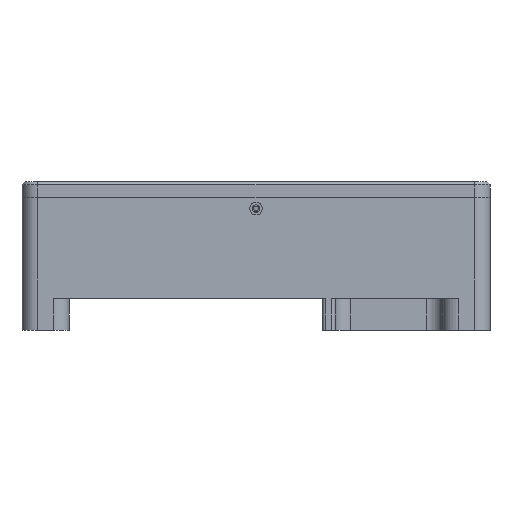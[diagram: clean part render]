
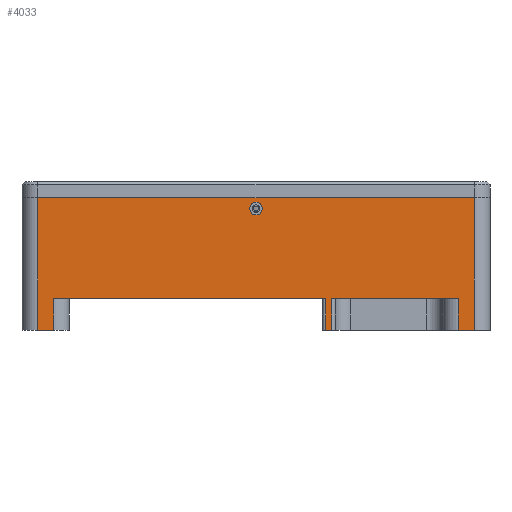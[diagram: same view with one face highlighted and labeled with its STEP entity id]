
A CAD part, left-side view. The second image highlights one B-rep face of the part: STEP entity #4033.
In plain terms, the highlighted planar face has unit normal (-1, 0, 0).
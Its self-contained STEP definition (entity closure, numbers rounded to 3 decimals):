
#703 = ORIENTED_EDGE ( 'NONE', *, *, #7537, .F. ) ;
#814 = DIRECTION ( 'NONE',  ( 0., 1., 0. ) ) ;
#967 = DIRECTION ( 'NONE',  ( 0., 1., 0. ) ) ;
#987 = VERTEX_POINT ( 'NONE', #12353 ) ;
#1304 = LINE ( 'NONE', #8920, #2878 ) ;
#1320 = DIRECTION ( 'NONE',  ( 0., 0., 1. ) ) ;
#1345 = CARTESIAN_POINT ( 'NONE',  ( -48.5, -64., -12. ) ) ;
#1397 = CARTESIAN_POINT ( 'NONE',  ( -48.5, 74., 30. ) ) ;
#1850 = VERTEX_POINT ( 'NONE', #3282 ) ;
#2077 = VERTEX_POINT ( 'NONE', #3788 ) ;
#2262 = ORIENTED_EDGE ( 'NONE', *, *, #8859, .T. ) ;
#2297 = DIRECTION ( 'NONE',  ( -1., 0., 0. ) ) ;
#2553 = LINE ( 'NONE', #6758, #12630 ) ;
#2623 = CARTESIAN_POINT ( 'NONE',  ( -48.5, -64., -12. ) ) ;
#2634 = VERTEX_POINT ( 'NONE', #6348 ) ;
#2657 = VERTEX_POINT ( 'NONE', #8459 ) ;
#2691 = FACE_OUTER_BOUND ( 'NONE', #7348, .T. ) ;
#2830 = CARTESIAN_POINT ( 'NONE',  ( -48.5, 69., 30. ) ) ;
#2878 = VECTOR ( 'NONE', #1320, 1000. ) ;
#3000 = EDGE_CURVE ( 'NONE', #9553, #2657, #9266, .T. ) ;
#3031 = VECTOR ( 'NONE', #814, 1000. ) ;
#3060 = CARTESIAN_POINT ( 'NONE',  ( -48.5, 64., -12. ) ) ;
#3180 = VERTEX_POINT ( 'NONE', #5418 ) ;
#3233 = CARTESIAN_POINT ( 'NONE',  ( -48.5, 0., 26.5 ) ) ;
#3282 = CARTESIAN_POINT ( 'NONE',  ( -48.5, -64., -2. ) ) ;
#3420 = LINE ( 'NONE', #11680, #11235 ) ;
#3574 = AXIS2_PLACEMENT_3D ( 'NONE', #1397, #5777, #8016 ) ;
#3633 = CARTESIAN_POINT ( 'NONE',  ( -48.5, -69., -12. ) ) ;
#3788 = CARTESIAN_POINT ( 'NONE',  ( -48.5, 0., 24.5 ) ) ;
#3962 = EDGE_CURVE ( 'NONE', #987, #2077, #10345, .T. ) ;
#4016 = VERTEX_POINT ( 'NONE', #12430 ) ;
#4033 = ADVANCED_FACE ( 'NONE', ( #11212, #2691 ), #7920, .F. ) ;
#4035 = EDGE_CURVE ( 'NONE', #6302, #1850, #5088, .T. ) ;
#4149 = LINE ( 'NONE', #3633, #9529 ) ;
#4533 = DIRECTION ( 'NONE',  ( 0., 1., 0. ) ) ;
#4570 = CARTESIAN_POINT ( 'NONE',  ( -48.5, -69., 30. ) ) ;
#4649 = ORIENTED_EDGE ( 'NONE', *, *, #8901, .T. ) ;
#4696 = CARTESIAN_POINT ( 'NONE',  ( -48.5, 69., 30. ) ) ;
#4708 = ORIENTED_EDGE ( 'NONE', *, *, #5360, .F. ) ;
#4899 = VERTEX_POINT ( 'NONE', #4696 ) ;
#4994 = DIRECTION ( 'NONE',  ( 0., 0., 1. ) ) ;
#5088 = LINE ( 'NONE', #1345, #12939 ) ;
#5240 = VERTEX_POINT ( 'NONE', #13143 ) ;
#5360 = EDGE_CURVE ( 'NONE', #1850, #11428, #13098, .T. ) ;
#5375 = CARTESIAN_POINT ( 'NONE',  ( -48.5, -24., -2. ) ) ;
#5418 = CARTESIAN_POINT ( 'NONE',  ( -48.5, -69., 30. ) ) ;
#5448 = CARTESIAN_POINT ( 'NONE',  ( -48.5, -25., -12. ) ) ;
#5777 = DIRECTION ( 'NONE',  ( 1., 0., 0. ) ) ;
#5780 = VERTEX_POINT ( 'NONE', #6523 ) ;
#5831 = VECTOR ( 'NONE', #13968, 1000. ) ;
#6302 = VERTEX_POINT ( 'NONE', #2623 ) ;
#6348 = CARTESIAN_POINT ( 'NONE',  ( -48.5, -24., -12. ) ) ;
#6390 = LINE ( 'NONE', #4570, #7596 ) ;
#6518 = DIRECTION ( 'NONE',  ( -1., 0., 0. ) ) ;
#6523 = CARTESIAN_POINT ( 'NONE',  ( -48.5, -22., -12. ) ) ;
#6758 = CARTESIAN_POINT ( 'NONE',  ( -48.5, -22., 30. ) ) ;
#6801 = DIRECTION ( 'NONE',  ( 0., 1., 0. ) ) ;
#6856 = CARTESIAN_POINT ( 'NONE',  ( -48.5, 0., 26.5 ) ) ;
#7348 = EDGE_LOOP ( 'NONE', ( #7833, #4649, #8234, #11667, #4708, #13894, #703, #2262, #11641, #10442, #9705, #12919 ) ) ;
#7429 = LINE ( 'NONE', #5448, #10379 ) ;
#7537 = EDGE_CURVE ( 'NONE', #4016, #6302, #4149, .T. ) ;
#7596 = VECTOR ( 'NONE', #9090, 1000. ) ;
#7684 = LINE ( 'NONE', #8775, #13918 ) ;
#7833 = ORIENTED_EDGE ( 'NONE', *, *, #13468, .F. ) ;
#7889 = VECTOR ( 'NONE', #4533, 1000. ) ;
#7920 = PLANE ( 'NONE',  #3574 ) ;
#7930 = DIRECTION ( 'NONE',  ( 0., 0., -1. ) ) ;
#8016 = DIRECTION ( 'NONE',  ( 0., 1., 0. ) ) ;
#8167 = EDGE_LOOP ( 'NONE', ( #11308, #9374 ) ) ;
#8234 = ORIENTED_EDGE ( 'NONE', *, *, #8821, .F. ) ;
#8459 = CARTESIAN_POINT ( 'NONE',  ( -48.5, 69., -12. ) ) ;
#8702 = EDGE_CURVE ( 'NONE', #2077, #987, #13679, .T. ) ;
#8775 = CARTESIAN_POINT ( 'NONE',  ( -48.5, 74., 30. ) ) ;
#8821 = EDGE_CURVE ( 'NONE', #2634, #5780, #7429, .T. ) ;
#8859 = EDGE_CURVE ( 'NONE', #4016, #3180, #6390, .T. ) ;
#8901 = EDGE_CURVE ( 'NONE', #5240, #5780, #2553, .T. ) ;
#8920 = CARTESIAN_POINT ( 'NONE',  ( -48.5, -24., 30. ) ) ;
#9090 = DIRECTION ( 'NONE',  ( 0., 0., 1. ) ) ;
#9266 = LINE ( 'NONE', #3060, #3031 ) ;
#9374 = ORIENTED_EDGE ( 'NONE', *, *, #8702, .F. ) ;
#9529 = VECTOR ( 'NONE', #13716, 1000. ) ;
#9540 = EDGE_CURVE ( 'NONE', #2634, #11428, #1304, .T. ) ;
#9553 = VERTEX_POINT ( 'NONE', #12269 ) ;
#9576 = VERTEX_POINT ( 'NONE', #12699 ) ;
#9695 = EDGE_CURVE ( 'NONE', #9553, #9576, #3420, .T. ) ;
#9705 = ORIENTED_EDGE ( 'NONE', *, *, #3000, .F. ) ;
#9751 = DIRECTION ( 'NONE',  ( 0., -1., 0. ) ) ;
#10056 = CARTESIAN_POINT ( 'NONE',  ( -48.5, -74., -2. ) ) ;
#10139 = DIRECTION ( 'NONE',  ( 0., 0., 1. ) ) ;
#10345 = CIRCLE ( 'NONE', #11653, 2. ) ;
#10379 = VECTOR ( 'NONE', #13221, 1000. ) ;
#10418 = EDGE_CURVE ( 'NONE', #4899, #2657, #10871, .T. ) ;
#10442 = ORIENTED_EDGE ( 'NONE', *, *, #10418, .T. ) ;
#10871 = LINE ( 'NONE', #2830, #5831 ) ;
#11212 = FACE_BOUND ( 'NONE', #8167, .T. ) ;
#11235 = VECTOR ( 'NONE', #4994, 1000. ) ;
#11301 = VECTOR ( 'NONE', #12842, 1000. ) ;
#11308 = ORIENTED_EDGE ( 'NONE', *, *, #3962, .F. ) ;
#11428 = VERTEX_POINT ( 'NONE', #5375 ) ;
#11641 = ORIENTED_EDGE ( 'NONE', *, *, #12441, .F. ) ;
#11653 = AXIS2_PLACEMENT_3D ( 'NONE', #3233, #6518, #967 ) ;
#11667 = ORIENTED_EDGE ( 'NONE', *, *, #9540, .T. ) ;
#11680 = CARTESIAN_POINT ( 'NONE',  ( -48.5, 64., -12. ) ) ;
#11877 = CARTESIAN_POINT ( 'NONE',  ( -48.5, -74., -2. ) ) ;
#12269 = CARTESIAN_POINT ( 'NONE',  ( -48.5, 64., -12. ) ) ;
#12353 = CARTESIAN_POINT ( 'NONE',  ( -48.5, 0., 28.5 ) ) ;
#12430 = CARTESIAN_POINT ( 'NONE',  ( -48.5, -69., -12. ) ) ;
#12441 = EDGE_CURVE ( 'NONE', #4899, #3180, #7684, .T. ) ;
#12630 = VECTOR ( 'NONE', #7930, 1000. ) ;
#12699 = CARTESIAN_POINT ( 'NONE',  ( -48.5, 64., -2. ) ) ;
#12842 = DIRECTION ( 'NONE',  ( 0., 1., 0. ) ) ;
#12919 = ORIENTED_EDGE ( 'NONE', *, *, #9695, .T. ) ;
#12939 = VECTOR ( 'NONE', #10139, 1000. ) ;
#13098 = LINE ( 'NONE', #10056, #7889 ) ;
#13143 = CARTESIAN_POINT ( 'NONE',  ( -48.5, -22., -2. ) ) ;
#13221 = DIRECTION ( 'NONE',  ( 0., 1., 0. ) ) ;
#13468 = EDGE_CURVE ( 'NONE', #5240, #9576, #14214, .T. ) ;
#13679 = CIRCLE ( 'NONE', #13983, 2. ) ;
#13716 = DIRECTION ( 'NONE',  ( 0., 1., 0. ) ) ;
#13894 = ORIENTED_EDGE ( 'NONE', *, *, #4035, .F. ) ;
#13918 = VECTOR ( 'NONE', #9751, 1000. ) ;
#13968 = DIRECTION ( 'NONE',  ( 0., 0., -1. ) ) ;
#13983 = AXIS2_PLACEMENT_3D ( 'NONE', #6856, #2297, #6801 ) ;
#14214 = LINE ( 'NONE', #11877, #11301 ) ;
